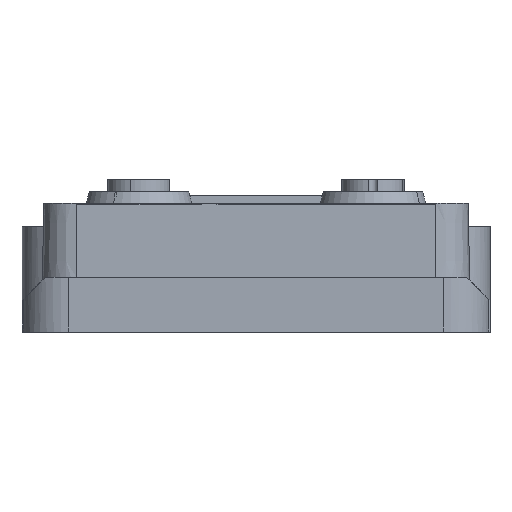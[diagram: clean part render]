
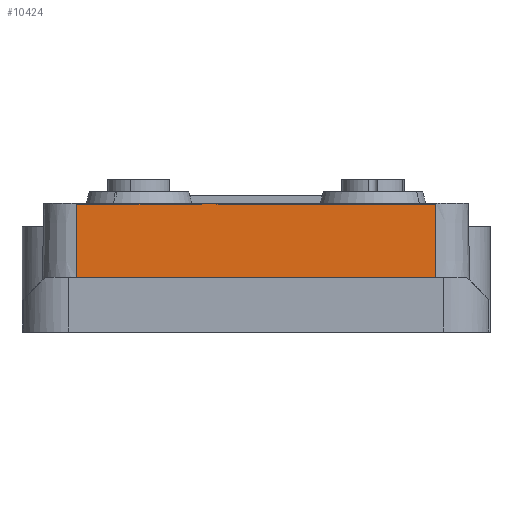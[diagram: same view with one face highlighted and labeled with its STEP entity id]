
A CAD part, front view. The second image highlights one B-rep face of the part: STEP entity #10424.
In plain terms, the highlighted planar face has unit normal (0, -1, 0.018).
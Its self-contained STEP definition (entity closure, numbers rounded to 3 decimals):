
#10404=AXIS2_PLACEMENT_3D('Plane Axis2P3D',#10401,#10402,#10403) ;
#9645=CARTESIAN_POINT('Vertex',(7.,0.288,16.5)) ;
#9648=CARTESIAN_POINT('Line Origine',(30.,0.288,16.5)) ;
#9652=CARTESIAN_POINT('Vertex',(53.,0.288,16.5)) ;
#10385=CARTESIAN_POINT('Vertex',(53.,0.122,7.)) ;
#10388=CARTESIAN_POINT('Line Origine',(53.,0.144,8.25)) ;
#10401=CARTESIAN_POINT('Axis2P3D Location',(57.5,0.,0.)) ;
#10406=CARTESIAN_POINT('Line Origine',(7.,0.144,8.25)) ;
#10410=CARTESIAN_POINT('Vertex',(7.,0.122,7.)) ;
#10413=CARTESIAN_POINT('Line Origine',(30.,0.122,7.)) ;
#9649=DIRECTION('Vector Direction',(-1.,0.,0.)) ;
#10389=DIRECTION('Vector Direction',(0.,-0.017,-1.)) ;
#10402=DIRECTION('Axis2P3D Direction',(0.,-1.,0.017)) ;
#10403=DIRECTION('Axis2P3D XDirection',(-1.,0.,0.)) ;
#10407=DIRECTION('Vector Direction',(0.,-0.017,-1.)) ;
#10414=DIRECTION('Vector Direction',(-1.,0.,0.)) ;
#9650=VECTOR('Line Direction',#9649,1.) ;
#10390=VECTOR('Line Direction',#10389,1.) ;
#10408=VECTOR('Line Direction',#10407,1.) ;
#10415=VECTOR('Line Direction',#10414,1.) ;
#10419=ORIENTED_EDGE('',*,*,#10392,.T.) ;
#10420=ORIENTED_EDGE('',*,*,#9654,.F.) ;
#10421=ORIENTED_EDGE('',*,*,#10412,.F.) ;
#10422=ORIENTED_EDGE('',*,*,#10417,.F.) ;
#10424=ADVANCED_FACE('Hauptkoerper',(#10423),#10405,.T.) ;
#9654=EDGE_CURVE('',#9646,#9653,#9651,.F.) ;
#10392=EDGE_CURVE('',#10386,#9653,#10391,.F.) ;
#10412=EDGE_CURVE('',#10411,#9646,#10409,.F.) ;
#10417=EDGE_CURVE('',#10386,#10411,#10416,.T.) ;
#10418=EDGE_LOOP('',(#10419,#10420,#10421,#10422)) ;
#10423=FACE_OUTER_BOUND('',#10418,.T.) ;
#9651=LINE('Line',#9648,#9650) ;
#10391=LINE('Line',#10388,#10390) ;
#10409=LINE('Line',#10406,#10408) ;
#10416=LINE('Line',#10413,#10415) ;
#10405=PLANE('',#10404) ;
#9646=VERTEX_POINT('',#9645) ;
#9653=VERTEX_POINT('',#9652) ;
#10386=VERTEX_POINT('',#10385) ;
#10411=VERTEX_POINT('',#10410) ;
